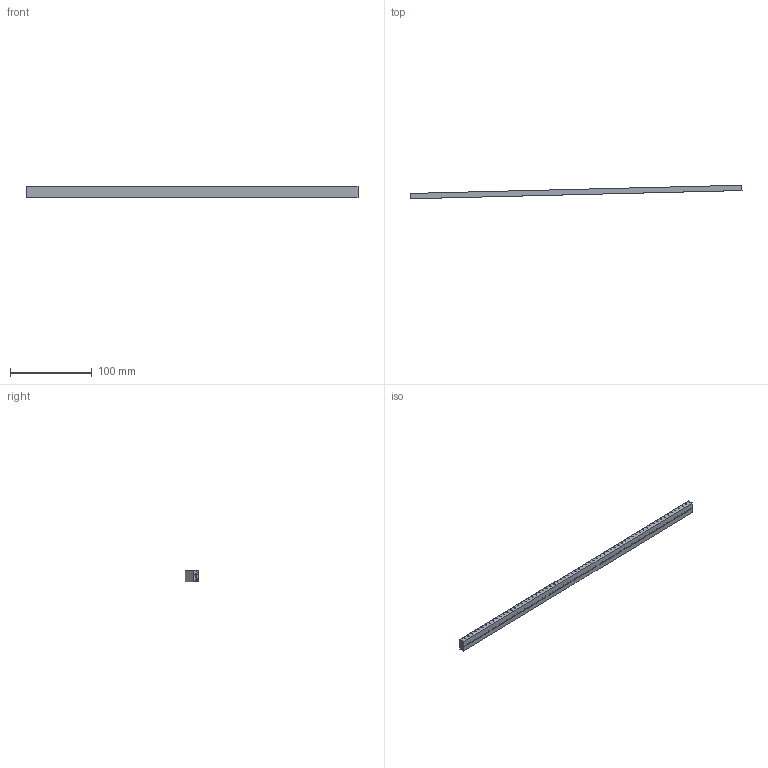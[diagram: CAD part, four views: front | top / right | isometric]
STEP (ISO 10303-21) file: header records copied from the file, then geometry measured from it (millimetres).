
FILE_DESCRIPTION(/* description */ ('Unknown'),/* implementation_level */ '2;1');
FILE_NAME(/* name */ '3851170_maxSized',/* time_stamp */ '2019-11-28T15:26:44+08:00',/* author */ ('Unknown'),/* organization */ ('Unknown'),/* preprocessor_version */ 'ST-DEVELOPER v16.7',/* originating_system */ 'DEX',/* authorisation */ $);
FILE_SCHEMA (('AUTOMOTIVE_DESIGN {1 0 10303 214 3 1 1}'));
Products named in the file (3): 3851170_maxSized; maxSized; 3851170_406,4mm
Assembly tree (2 placements, depth 2):
  3851170_maxSized
    maxSized
    3851170_406,4mm
Bounding box: 407.24 x 16.62 x 14.02 mm (x, y, z)
Volume: 39077 mm3; surface area: 43462.3 mm2
Topology: 2 solids, 2 shells, 2316 faces, 6168 edges, 3856 vertices
Faces by surface type: plane 1356, cylinder 960
Entity records: 71682 total; most frequent: DIRECTION 12726, CARTESIAN_POINT 12343, ORIENTED_EDGE 12336, EDGE_CURVE 6168, LINE 4248, VECTOR 4248, AXIS2_PLACEMENT_3D 4239, VERTEX_POINT 3856
